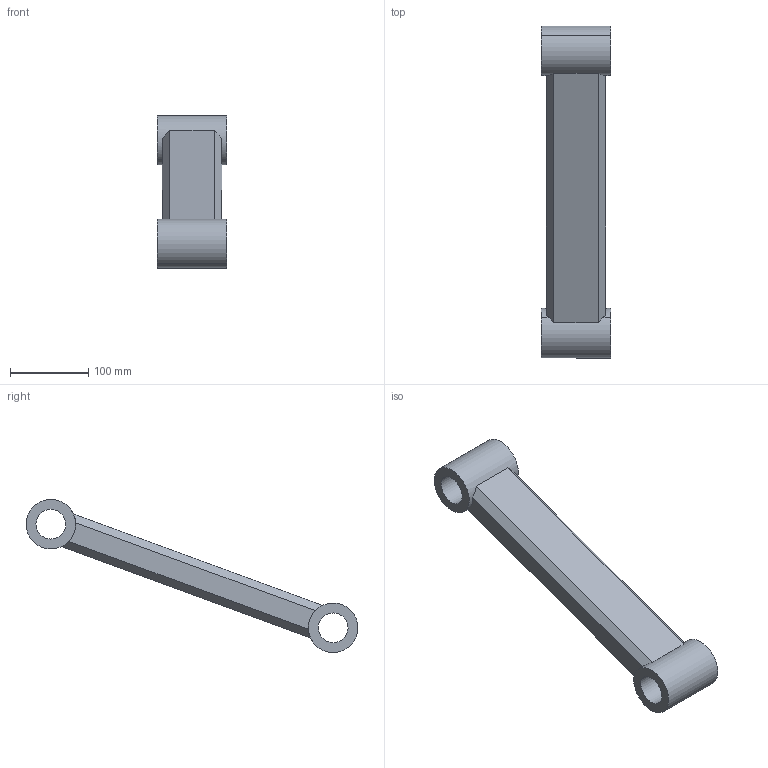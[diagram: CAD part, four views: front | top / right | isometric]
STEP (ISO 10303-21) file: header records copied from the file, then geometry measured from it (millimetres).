
FILE_DESCRIPTION (( 'STEP AP203' ), '1' );
FILE_NAME ('LowerLink_Primary.STEP', '2023-07-27T05:56:59', ( '' ), ( '' ), 'SwSTEP 2.0', 'SolidWorks 2021', '' );
FILE_SCHEMA (( 'CONFIG_CONTROL_DESIGN' ));
Length unit declared in the file: centimetre
Products named in the file (3): Part 5-3; Lift Arm _1_; LowerLink_Primary
Assembly tree (2 placements, depth 3):
  LowerLink_Primary
    Lift Arm _1_
      Part 5-3
Bounding box: 88.9 x 425.15 x 196.19 mm (x, y, z)
Volume: 1408597.6 mm3; surface area: 131020.6 mm2
Topology: 1 solids, 1 shells, 20 faces, 54 edges, 36 vertices
Faces by surface type: plane 12, cylinder 8
Entity records: 955 total; most frequent: CARTESIAN_POINT 152, DIRECTION 114, ORIENTED_EDGE 108, EDGE_CURVE 54, AXIS2_PLACEMENT_3D 46, VERTEX_POINT 36, PERSON_AND_ORGANIZATION 26, EDGE_LOOP 24
